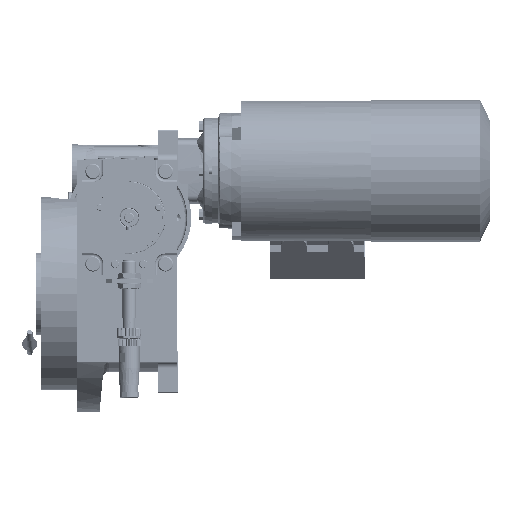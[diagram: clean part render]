
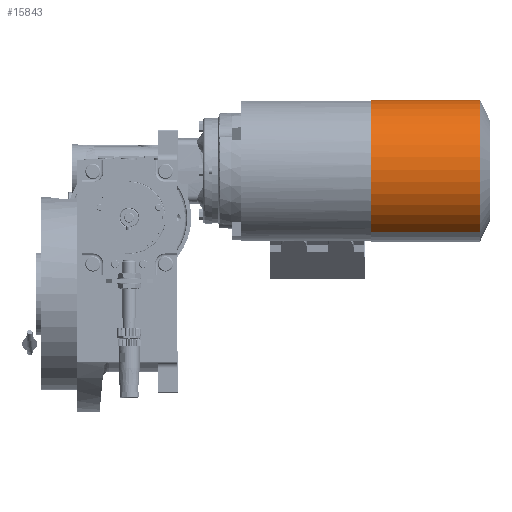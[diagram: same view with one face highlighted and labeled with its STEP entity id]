
A CAD part, left-side view. The second image highlights one B-rep face of the part: STEP entity #15843.
In plain terms, the highlighted cylindrical face has radius 60.5 mm (diameter 121 mm), a partial arc.
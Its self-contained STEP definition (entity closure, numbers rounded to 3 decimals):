
#4276 = LINE ( 'NONE', #76842, #79368 ) ;
#8991 = CARTESIAN_POINT ( 'NONE',  ( -158.212, 8.35, 58.703 ) ) ;
#15843 = ADVANCED_FACE ( 'NONE', ( #86192 ), #148269, .T. ) ;
#22381 = LINE ( 'NONE', #95778, #51620 ) ;
#22966 = CARTESIAN_POINT ( 'NONE',  ( -158.212, -6.286, 0. ) ) ;
#40193 = VERTEX_POINT ( 'NONE', #49921 ) ;
#40779 = AXIS2_PLACEMENT_3D ( 'NONE', #147974, #86678, #73784 ) ;
#41094 = CARTESIAN_POINT ( 'NONE',  ( -64.811, -20.922, -58.703 ) ) ;
#43030 = CIRCLE ( 'NONE', #140909, 60.5 ) ;
#45910 = VERTEX_POINT ( 'NONE', #110602 ) ;
#49110 = CARTESIAN_POINT ( 'NONE',  ( -26.951, -6.286, 0. ) ) ;
#49921 = CARTESIAN_POINT ( 'NONE',  ( -158.212, -20.922, -58.703 ) ) ;
#49970 = ORIENTED_EDGE ( 'NONE', *, *, #100836, .T. ) ;
#51620 = VECTOR ( 'NONE', #107072, 1000. ) ;
#53032 = EDGE_CURVE ( 'NONE', #40193, #159514, #43030, .T. ) ;
#61216 = DIRECTION ( 'NONE',  ( 0., 0.242, 0.97 ) ) ;
#73784 = DIRECTION ( 'NONE',  ( 0., 0.242, 0.97 ) ) ;
#76842 = CARTESIAN_POINT ( 'NONE',  ( -64.811, 8.35, 58.703 ) ) ;
#79368 = VECTOR ( 'NONE', #104227, 1000. ) ;
#81609 = AXIS2_PLACEMENT_3D ( 'NONE', #49110, #135401, #61216 ) ;
#86192 = FACE_OUTER_BOUND ( 'NONE', #147818, .T. ) ;
#86678 = DIRECTION ( 'NONE',  ( 1., 0., 0. ) ) ;
#95778 = CARTESIAN_POINT ( 'NONE',  ( -158.212, -20.922, -58.703 ) ) ;
#97140 = DIRECTION ( 'NONE',  ( -1., 0., 0. ) ) ;
#100836 = EDGE_CURVE ( 'NONE', #45910, #159514, #4276, .T. ) ;
#104227 = DIRECTION ( 'NONE',  ( -1., 0., 0. ) ) ;
#107072 = DIRECTION ( 'NONE',  ( 1., 0., 0. ) ) ;
#110602 = CARTESIAN_POINT ( 'NONE',  ( -64.811, 8.35, 58.703 ) ) ;
#120323 = VERTEX_POINT ( 'NONE', #41094 ) ;
#130958 = CIRCLE ( 'NONE', #40779, 60.5 ) ;
#135221 = ORIENTED_EDGE ( 'NONE', *, *, #53032, .F. ) ;
#135401 = DIRECTION ( 'NONE',  ( -1., 0., 0. ) ) ;
#140909 = AXIS2_PLACEMENT_3D ( 'NONE', #22966, #97140, #145546 ) ;
#143994 = EDGE_CURVE ( 'NONE', #40193, #120323, #22381, .T. ) ;
#145546 = DIRECTION ( 'NONE',  ( 0., -0.242, -0.97 ) ) ;
#147818 = EDGE_LOOP ( 'NONE', ( #159433, #49970, #135221, #152560 ) ) ;
#147974 = CARTESIAN_POINT ( 'NONE',  ( -64.811, -6.286, 0. ) ) ;
#148269 = CYLINDRICAL_SURFACE ( 'NONE', #81609, 60.5 ) ;
#152050 = EDGE_CURVE ( 'NONE', #45910, #120323, #130958, .T. ) ;
#152560 = ORIENTED_EDGE ( 'NONE', *, *, #143994, .T. ) ;
#159433 = ORIENTED_EDGE ( 'NONE', *, *, #152050, .F. ) ;
#159514 = VERTEX_POINT ( 'NONE', #8991 ) ;
